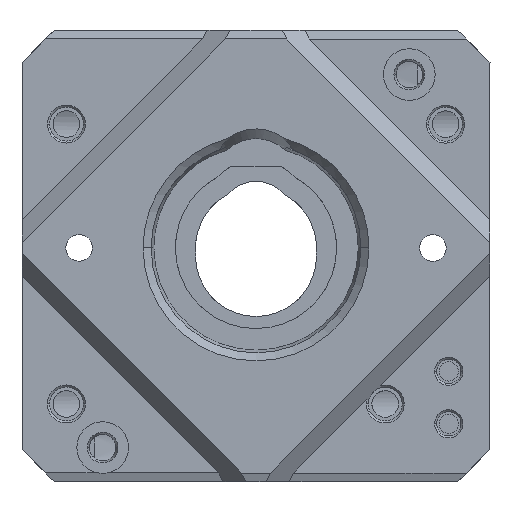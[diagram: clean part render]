
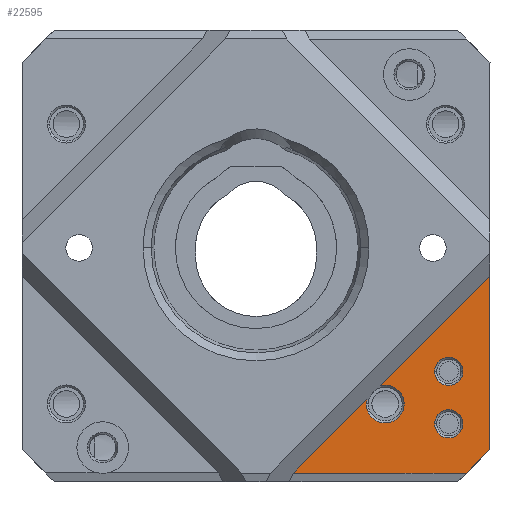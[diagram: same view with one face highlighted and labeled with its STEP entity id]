
A CAD part, left-side view. The second image highlights one B-rep face of the part: STEP entity #22595.
In plain terms, the highlighted planar face has unit normal (-1, 0, 0).
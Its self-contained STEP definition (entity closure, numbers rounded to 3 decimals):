
#204 = DIRECTION ( 'NONE',  ( 0., 0., -1. ) ) ;
#289 = AXIS2_PLACEMENT_3D ( 'NONE', #5872, #22821, #5343 ) ;
#291 = DIRECTION ( 'NONE',  ( 0., 0.707, -0.707 ) ) ;
#808 = VECTOR ( 'NONE', #23722, 1000. ) ;
#943 = DIRECTION ( 'NONE',  ( 1., 0., 0. ) ) ;
#1613 = CIRCLE ( 'NONE', #16976, 2.35 ) ;
#1948 = ORIENTED_EDGE ( 'NONE', *, *, #6329, .T. ) ;
#2141 = CARTESIAN_POINT ( 'NONE',  ( -3.16, 111.018, 7.223 ) ) ;
#2161 = EDGE_CURVE ( 'NONE', #19067, #15981, #26936, .T. ) ;
#2622 = ORIENTED_EDGE ( 'NONE', *, *, #24139, .T. ) ;
#2701 = CARTESIAN_POINT ( 'NONE',  ( -3.16, 115.093, 18.078 ) ) ;
#2835 = EDGE_LOOP ( 'NONE', ( #15550, #7403, #1948, #22653, #25614, #8990, #23444, #9656, #26530, #16319 ) ) ;
#3276 = CARTESIAN_POINT ( 'NONE',  ( -3.16, 106.672, 19.823 ) ) ;
#3477 = CARTESIAN_POINT ( 'NONE',  ( -3.16, 101.575, 10.372 ) ) ;
#4265 = CARTESIAN_POINT ( 'NONE',  ( -3.16, 116.839, 16.334 ) ) ;
#4322 = CIRCLE ( 'NONE', #289, 1.75 ) ;
#4498 = AXIS2_PLACEMENT_3D ( 'NONE', #4679, #15401, #13022 ) ;
#4518 = DIRECTION ( 'NONE',  ( 1., 0., 0. ) ) ;
#4679 = CARTESIAN_POINT ( 'NONE',  ( -3.16, 106.674, 13.323 ) ) ;
#4866 = AXIS2_PLACEMENT_3D ( 'NONE', #10419, #8167, #25369 ) ;
#5343 = DIRECTION ( 'NONE',  ( 0., 1., 0. ) ) ;
#5504 = CARTESIAN_POINT ( 'NONE',  ( -3.16, 103.576, 8.122 ) ) ;
#5551 = VECTOR ( 'NONE', #10015, 1000. ) ;
#5808 = DIRECTION ( 'NONE',  ( 0., 1., 0. ) ) ;
#5872 = CARTESIAN_POINT ( 'NONE',  ( -3.16, 106.672, 19.823 ) ) ;
#5956 = FACE_BOUND ( 'NONE', #11834, .T. ) ;
#6006 = DIRECTION ( 'NONE',  ( 1., 0., 0. ) ) ;
#6329 = EDGE_CURVE ( 'NONE', #23247, #26274, #7333, .T. ) ;
#6473 = AXIS2_PLACEMENT_3D ( 'NONE', #3276, #13623, #26696 ) ;
#6687 = EDGE_CURVE ( 'NONE', #8249, #21722, #7768, .T. ) ;
#6828 = CARTESIAN_POINT ( 'NONE',  ( -3.16, 122.075, 10.378 ) ) ;
#7333 = CIRCLE ( 'NONE', #7795, 2.35 ) ;
#7403 = ORIENTED_EDGE ( 'NONE', *, *, #25017, .T. ) ;
#7596 = VERTEX_POINT ( 'NONE', #7976 ) ;
#7695 = CARTESIAN_POINT ( 'NONE',  ( -3.16, 114.552, 15.791 ) ) ;
#7768 = LINE ( 'NONE', #5504, #5551 ) ;
#7795 = AXIS2_PLACEMENT_3D ( 'NONE', #7695, #943, #18469 ) ;
#7935 = DIRECTION ( 'NONE',  ( 1., 0., 0. ) ) ;
#7976 = CARTESIAN_POINT ( 'NONE',  ( -3.16, 125.95, 7.228 ) ) ;
#8013 = LINE ( 'NONE', #3477, #14878 ) ;
#8167 = DIRECTION ( 'NONE',  ( 1., 0., 0. ) ) ;
#8249 = VERTEX_POINT ( 'NONE', #22550 ) ;
#8275 = CARTESIAN_POINT ( 'NONE',  ( -3.16, 114.552, 15.791 ) ) ;
#8583 = CARTESIAN_POINT ( 'NONE',  ( -3.16, 112.202, 15.791 ) ) ;
#8990 = ORIENTED_EDGE ( 'NONE', *, *, #20819, .T. ) ;
#9656 = ORIENTED_EDGE ( 'NONE', *, *, #22019, .T. ) ;
#9779 = VECTOR ( 'NONE', #23368, 1000. ) ;
#9917 = CARTESIAN_POINT ( 'NONE',  ( -3.16, 111.575, 10.375 ) ) ;
#10004 = ORIENTED_EDGE ( 'NONE', *, *, #22497, .T. ) ;
#10015 = DIRECTION ( 'NONE',  ( 0., 0.707, -0.707 ) ) ;
#10419 = CARTESIAN_POINT ( 'NONE',  ( -3.16, 106.674, 13.323 ) ) ;
#10890 = CARTESIAN_POINT ( 'NONE',  ( -3.16, 108.424, 13.323 ) ) ;
#11445 = VERTEX_POINT ( 'NONE', #10890 ) ;
#11834 = EDGE_LOOP ( 'NONE', ( #17323, #10004 ) ) ;
#12082 = ORIENTED_EDGE ( 'NONE', *, *, #18133, .T. ) ;
#12521 = DIRECTION ( 'NONE',  ( 0., 0., 1. ) ) ;
#12553 = VERTEX_POINT ( 'NONE', #16674 ) ;
#13022 = DIRECTION ( 'NONE',  ( 0., 1., 0. ) ) ;
#13136 = DIRECTION ( 'NONE',  ( 0., 1., 0. ) ) ;
#13180 = PLANE ( 'NONE',  #26469 ) ;
#13606 = EDGE_CURVE ( 'NONE', #16690, #7596, #20187, .T. ) ;
#13623 = DIRECTION ( 'NONE',  ( 1., 0., 0. ) ) ;
#13878 = CIRCLE ( 'NONE', #4866, 1.75 ) ;
#14473 = CARTESIAN_POINT ( 'NONE',  ( -3.16, 122.076, 7.227 ) ) ;
#14574 = FACE_BOUND ( 'NONE', #19810, .T. ) ;
#14878 = VECTOR ( 'NONE', #12521, 1000. ) ;
#15131 = LINE ( 'NONE', #19375, #808 ) ;
#15236 = CARTESIAN_POINT ( 'NONE',  ( -3.16, 104.924, 13.323 ) ) ;
#15401 = DIRECTION ( 'NONE',  ( 1., 0., 0. ) ) ;
#15550 = ORIENTED_EDGE ( 'NONE', *, *, #17414, .T. ) ;
#15981 = VERTEX_POINT ( 'NONE', #17363 ) ;
#16308 = FACE_OUTER_BOUND ( 'NONE', #2835, .T. ) ;
#16319 = ORIENTED_EDGE ( 'NONE', *, *, #27359, .T. ) ;
#16674 = CARTESIAN_POINT ( 'NONE',  ( -3.16, 104.922, 19.823 ) ) ;
#16690 = VERTEX_POINT ( 'NONE', #4265 ) ;
#16879 = VERTEX_POINT ( 'NONE', #2701 ) ;
#16906 = DIRECTION ( 'NONE',  ( 0., 1., 0. ) ) ;
#16976 = AXIS2_PLACEMENT_3D ( 'NONE', #8275, #6006, #16906 ) ;
#17126 = CARTESIAN_POINT ( 'NONE',  ( -3.16, 101.569, 31.595 ) ) ;
#17323 = ORIENTED_EDGE ( 'NONE', *, *, #26785, .T. ) ;
#17363 = CARTESIAN_POINT ( 'NONE',  ( -3.16, 112.134, 7.224 ) ) ;
#17414 = EDGE_CURVE ( 'NONE', #22861, #16879, #23567, .T. ) ;
#17743 = VECTOR ( 'NONE', #20892, 1000. ) ;
#18117 = CARTESIAN_POINT ( 'NONE',  ( -3.16, 104.477, 7.221 ) ) ;
#18133 = EDGE_CURVE ( 'NONE', #12553, #26764, #20905, .T. ) ;
#18469 = DIRECTION ( 'NONE',  ( 0., 1., 0. ) ) ;
#19067 = VERTEX_POINT ( 'NONE', #2141 ) ;
#19072 = CARTESIAN_POINT ( 'NONE',  ( -3.16, 114.552, 15.791 ) ) ;
#19329 = AXIS2_PLACEMENT_3D ( 'NONE', #9917, #7935, #5808 ) ;
#19375 = CARTESIAN_POINT ( 'NONE',  ( -3.16, 122.076, 7.227 ) ) ;
#19636 = CARTESIAN_POINT ( 'NONE',  ( -3.16, 101.569, 31.595 ) ) ;
#19793 = VECTOR ( 'NONE', #291, 1000. ) ;
#19810 = EDGE_LOOP ( 'NONE', ( #12082, #2622 ) ) ;
#20187 = LINE ( 'NONE', #19636, #19793 ) ;
#20819 = EDGE_CURVE ( 'NONE', #7596, #15981, #25203, .T. ) ;
#20892 = DIRECTION ( 'NONE',  ( 0., 0.707, -0.707 ) ) ;
#20905 = CIRCLE ( 'NONE', #6473, 1.75 ) ;
#21722 = VERTEX_POINT ( 'NONE', #18117 ) ;
#21906 = CARTESIAN_POINT ( 'NONE',  ( -3.16, 108.422, 19.823 ) ) ;
#22019 = EDGE_CURVE ( 'NONE', #19067, #21722, #15131, .T. ) ;
#22405 = AXIS2_PLACEMENT_3D ( 'NONE', #19072, #4518, #13136 ) ;
#22497 = EDGE_CURVE ( 'NONE', #11445, #23173, #13878, .T. ) ;
#22550 = CARTESIAN_POINT ( 'NONE',  ( -3.16, 101.575, 10.122 ) ) ;
#22595 = ADVANCED_FACE ( 'NONE', ( #5956, #14574, #16308 ), #13180, .F. ) ;
#22653 = ORIENTED_EDGE ( 'NONE', *, *, #24270, .T. ) ;
#22821 = DIRECTION ( 'NONE',  ( 1., 0., 0. ) ) ;
#22861 = VERTEX_POINT ( 'NONE', #17126 ) ;
#23173 = VERTEX_POINT ( 'NONE', #15236 ) ;
#23215 = CARTESIAN_POINT ( 'NONE',  ( -3.16, 116.902, 15.791 ) ) ;
#23247 = VERTEX_POINT ( 'NONE', #8583 ) ;
#23277 = CARTESIAN_POINT ( 'NONE',  ( -3.16, 101.569, 31.595 ) ) ;
#23368 = DIRECTION ( 'NONE',  ( 0., -1., 0. ) ) ;
#23444 = ORIENTED_EDGE ( 'NONE', *, *, #2161, .F. ) ;
#23567 = LINE ( 'NONE', #23277, #17743 ) ;
#23722 = DIRECTION ( 'NONE',  ( 0., -1., 0. ) ) ;
#24139 = EDGE_CURVE ( 'NONE', #26764, #12553, #4322, .T. ) ;
#24270 = EDGE_CURVE ( 'NONE', #26274, #16690, #1613, .T. ) ;
#24748 = CIRCLE ( 'NONE', #4498, 1.75 ) ;
#25017 = EDGE_CURVE ( 'NONE', #16879, #23247, #25552, .T. ) ;
#25203 = LINE ( 'NONE', #14473, #9779 ) ;
#25369 = DIRECTION ( 'NONE',  ( 0., 1., 0. ) ) ;
#25552 = CIRCLE ( 'NONE', #22405, 2.35 ) ;
#25614 = ORIENTED_EDGE ( 'NONE', *, *, #13606, .T. ) ;
#26274 = VERTEX_POINT ( 'NONE', #23215 ) ;
#26469 = AXIS2_PLACEMENT_3D ( 'NONE', #6828, #27831, #204 ) ;
#26530 = ORIENTED_EDGE ( 'NONE', *, *, #6687, .F. ) ;
#26696 = DIRECTION ( 'NONE',  ( 0., 1., 0. ) ) ;
#26764 = VERTEX_POINT ( 'NONE', #21906 ) ;
#26785 = EDGE_CURVE ( 'NONE', #23173, #11445, #24748, .T. ) ;
#26936 = CIRCLE ( 'NONE', #19329, 3.2 ) ;
#27359 = EDGE_CURVE ( 'NONE', #8249, #22861, #8013, .T. ) ;
#27831 = DIRECTION ( 'NONE',  ( 1., 0., 0. ) ) ;
